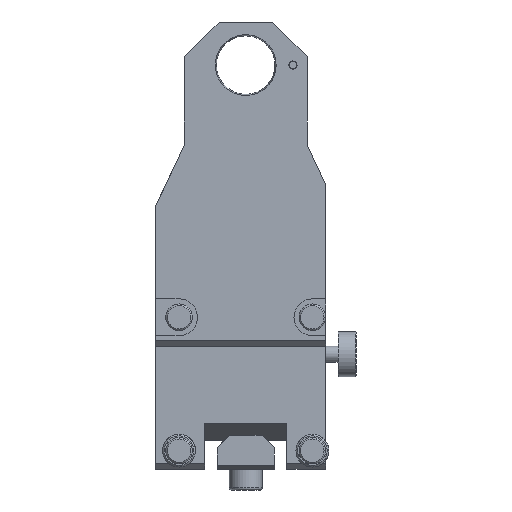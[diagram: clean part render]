
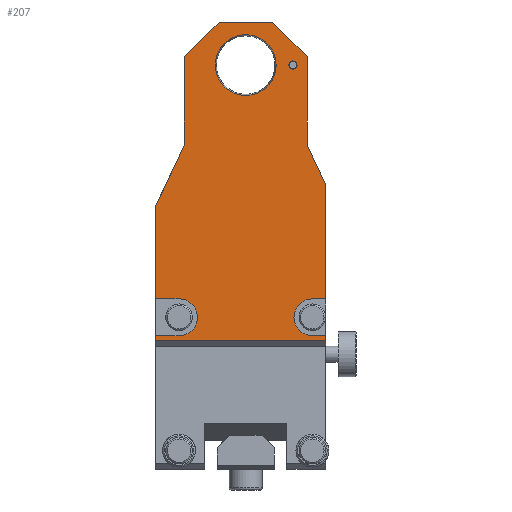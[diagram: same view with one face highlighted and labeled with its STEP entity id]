
A CAD part, left-side view. The second image highlights one B-rep face of the part: STEP entity #207.
In plain terms, the highlighted planar face has unit normal (-1, 0, 0).
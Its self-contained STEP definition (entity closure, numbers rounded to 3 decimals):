
#88=FACE_BOUND('',#475,.T.);
#89=FACE_BOUND('',#476,.T.);
#90=FACE_BOUND('',#477,.T.);
#207=ADVANCED_FACE('',(#88,#89,#90),#329,.T.);
#329=PLANE('',#1983);
#475=EDGE_LOOP('',(#1066));
#476=EDGE_LOOP('',(#1067,#1068,#1069,#1070,#1071,#1072,#1073,#1074,#1075,
#1076,#1077,#1078,#1079,#1080,#1081,#1082,#1083,#1084));
#477=EDGE_LOOP('',(#1085));
#680=LINE('',#2810,#848);
#684=LINE('',#2818,#852);
#695=LINE('',#2841,#863);
#699=LINE('',#2849,#867);
#713=LINE('',#2878,#881);
#714=LINE('',#2879,#882);
#715=LINE('',#2883,#883);
#716=LINE('',#2884,#884);
#717=LINE('',#2886,#885);
#718=LINE('',#2888,#886);
#719=LINE('',#2890,#887);
#720=LINE('',#2892,#888);
#721=LINE('',#2894,#889);
#722=LINE('',#2896,#890);
#723=LINE('',#2897,#891);
#724=LINE('',#2901,#892);
#848=VECTOR('',#2219,1.);
#852=VECTOR('',#2223,1.);
#863=VECTOR('',#2238,1.);
#867=VECTOR('',#2242,1.);
#881=VECTOR('',#2264,1.);
#882=VECTOR('',#2265,1.);
#883=VECTOR('',#2268,1.);
#884=VECTOR('',#2269,1.);
#885=VECTOR('',#2270,1.);
#886=VECTOR('',#2271,1.);
#887=VECTOR('',#2272,1.);
#888=VECTOR('',#2273,1.);
#889=VECTOR('',#2274,1.);
#890=VECTOR('',#2275,1.);
#891=VECTOR('',#2276,1.);
#892=VECTOR('',#2279,1.);
#1066=ORIENTED_EDGE('',*,*,#1723,.F.);
#1067=ORIENTED_EDGE('',*,*,#1688,.F.);
#1068=ORIENTED_EDGE('',*,*,#1724,.T.);
#1069=ORIENTED_EDGE('',*,*,#1708,.T.);
#1070=ORIENTED_EDGE('',*,*,#1725,.T.);
#1071=ORIENTED_EDGE('',*,*,#1726,.T.);
#1072=ORIENTED_EDGE('',*,*,#1727,.T.);
#1073=ORIENTED_EDGE('',*,*,#1704,.T.);
#1074=ORIENTED_EDGE('',*,*,#1728,.F.);
#1075=ORIENTED_EDGE('',*,*,#1729,.F.);
#1076=ORIENTED_EDGE('',*,*,#1730,.T.);
#1077=ORIENTED_EDGE('',*,*,#1731,.T.);
#1078=ORIENTED_EDGE('',*,*,#1732,.T.);
#1079=ORIENTED_EDGE('',*,*,#1733,.F.);
#1080=ORIENTED_EDGE('',*,*,#1734,.F.);
#1081=ORIENTED_EDGE('',*,*,#1692,.F.);
#1082=ORIENTED_EDGE('',*,*,#1735,.F.);
#1083=ORIENTED_EDGE('',*,*,#1736,.F.);
#1084=ORIENTED_EDGE('',*,*,#1737,.F.);
#1085=ORIENTED_EDGE('',*,*,#1738,.T.);
#1507=VERTEX_POINT('',#2809);
#1508=VERTEX_POINT('',#2811);
#1511=VERTEX_POINT('',#2817);
#1512=VERTEX_POINT('',#2819);
#1521=VERTEX_POINT('',#2840);
#1522=VERTEX_POINT('',#2842);
#1525=VERTEX_POINT('',#2848);
#1526=VERTEX_POINT('',#2850);
#1536=VERTEX_POINT('',#2877);
#1537=VERTEX_POINT('',#2880);
#1538=VERTEX_POINT('',#2882);
#1539=VERTEX_POINT('',#2885);
#1540=VERTEX_POINT('',#2887);
#1541=VERTEX_POINT('',#2889);
#1542=VERTEX_POINT('',#2891);
#1543=VERTEX_POINT('',#2893);
#1544=VERTEX_POINT('',#2895);
#1545=VERTEX_POINT('',#2898);
#1546=VERTEX_POINT('',#2900);
#1547=VERTEX_POINT('',#2903);
#1688=EDGE_CURVE('',#1507,#1508,#680,.T.);
#1692=EDGE_CURVE('',#1511,#1512,#684,.T.);
#1704=EDGE_CURVE('',#1522,#1521,#695,.T.);
#1708=EDGE_CURVE('',#1526,#1525,#699,.T.);
#1723=EDGE_CURVE('',#1536,#1536,#1899,.T.);
#1724=EDGE_CURVE('',#1507,#1526,#713,.T.);
#1725=EDGE_CURVE('',#1525,#1537,#714,.T.);
#1726=EDGE_CURVE('',#1537,#1538,#1900,.T.);
#1727=EDGE_CURVE('',#1538,#1522,#715,.T.);
#1728=EDGE_CURVE('',#1539,#1521,#716,.T.);
#1729=EDGE_CURVE('',#1540,#1539,#717,.T.);
#1730=EDGE_CURVE('',#1540,#1541,#718,.T.);
#1731=EDGE_CURVE('',#1541,#1542,#719,.T.);
#1732=EDGE_CURVE('',#1542,#1543,#720,.T.);
#1733=EDGE_CURVE('',#1544,#1543,#721,.T.);
#1734=EDGE_CURVE('',#1512,#1544,#722,.T.);
#1735=EDGE_CURVE('',#1545,#1511,#723,.T.);
#1736=EDGE_CURVE('',#1546,#1545,#1901,.T.);
#1737=EDGE_CURVE('',#1508,#1546,#724,.T.);
#1738=EDGE_CURVE('',#1547,#1547,#1902,.T.);
#1899=CIRCLE('',#1979,2.);
#1900=CIRCLE('',#1980,9.);
#1901=CIRCLE('',#1981,9.);
#1902=CIRCLE('',#1982,14.806);
#1979=AXIS2_PLACEMENT_3D('',#2876,#2262,#2263);
#1980=AXIS2_PLACEMENT_3D('',#2881,#2266,#2267);
#1981=AXIS2_PLACEMENT_3D('',#2899,#2277,#2278);
#1982=AXIS2_PLACEMENT_3D('',#2902,#2280,#2281);
#1983=AXIS2_PLACEMENT_3D('',#2904,#2282,#2283);
#2219=DIRECTION('',(0.,0.,1.));
#2223=DIRECTION('',(0.,0.,1.));
#2238=DIRECTION('',(0.,0.,1.));
#2242=DIRECTION('',(0.,0.,1.));
#2262=DIRECTION('',(-1.,0.,0.));
#2263=DIRECTION('',(0.,0.,1.));
#2264=DIRECTION('',(0.,-1.,0.));
#2265=DIRECTION('',(0.,1.,0.));
#2266=DIRECTION('',(1.,0.,0.));
#2267=DIRECTION('',(0.,0.,1.));
#2268=DIRECTION('',(0.,-1.,0.));
#2269=DIRECTION('',(0.,-0.423,-0.906));
#2270=DIRECTION('',(0.,0.,-1.));
#2271=DIRECTION('',(0.,0.707,0.707));
#2272=DIRECTION('',(0.,1.,0.));
#2273=DIRECTION('',(0.,0.707,-0.707));
#2274=DIRECTION('',(0.,0.,1.));
#2275=DIRECTION('',(0.,-0.423,0.906));
#2276=DIRECTION('',(0.,1.,0.));
#2277=DIRECTION('',(-1.,0.,0.));
#2278=DIRECTION('',(0.,0.,1.));
#2279=DIRECTION('',(0.,-1.,0.));
#2280=DIRECTION('',(1.,0.,0.));
#2281=DIRECTION('',(0.,0.,1.));
#2282=DIRECTION('',(-1.,0.,0.));
#2283=DIRECTION('',(0.,0.,1.));
#2809=CARTESIAN_POINT('',(-60.,44.,-37.498));
#2810=CARTESIAN_POINT('',(-60.,44.,-99.998));
#2811=CARTESIAN_POINT('',(-60.,44.,-34.998));
#2817=CARTESIAN_POINT('',(-60.,44.,-16.998));
#2818=CARTESIAN_POINT('',(-60.,44.,-99.998));
#2819=CARTESIAN_POINT('',(-60.,44.,27.979));
#2840=CARTESIAN_POINT('',(-60.,-39.,38.701));
#2841=CARTESIAN_POINT('',(-60.,-39.,-99.998));
#2842=CARTESIAN_POINT('',(-60.,-39.,-16.998));
#2848=CARTESIAN_POINT('',(-60.,-39.,-34.998));
#2849=CARTESIAN_POINT('',(-60.,-39.,-99.998));
#2850=CARTESIAN_POINT('',(-60.,-39.,-37.498));
#2876=CARTESIAN_POINT('',(-60.,-23.,97.002));
#2877=CARTESIAN_POINT('',(-60.,-23.,99.002));
#2878=CARTESIAN_POINT('',(-60.,-39.,-37.498));
#2879=CARTESIAN_POINT('',(-60.,-39.,-34.998));
#2880=CARTESIAN_POINT('',(-60.,-32.5,-34.998));
#2881=CARTESIAN_POINT('',(-60.,-32.5,-25.998));
#2882=CARTESIAN_POINT('',(-60.,-32.5,-16.998));
#2883=CARTESIAN_POINT('',(-60.,-32.5,-16.998));
#2884=CARTESIAN_POINT('',(-60.,-30.,58.002));
#2885=CARTESIAN_POINT('',(-60.,-30.,58.002));
#2886=CARTESIAN_POINT('',(-60.,-30.,118.002));
#2887=CARTESIAN_POINT('',(-60.,-30.,101.002));
#2888=CARTESIAN_POINT('',(-60.,-114.25,16.752));
#2889=CARTESIAN_POINT('',(-60.,-13.,118.002));
#2890=CARTESIAN_POINT('',(-60.,2.5,118.002));
#2891=CARTESIAN_POINT('',(-60.,13.,118.002));
#2892=CARTESIAN_POINT('',(-60.,116.75,14.252));
#2893=CARTESIAN_POINT('',(-60.,30.,101.002));
#2894=CARTESIAN_POINT('',(-60.,30.,58.002));
#2895=CARTESIAN_POINT('',(-60.,30.,58.002));
#2896=CARTESIAN_POINT('',(-60.,44.,27.979));
#2897=CARTESIAN_POINT('',(-60.,32.5,-16.998));
#2898=CARTESIAN_POINT('',(-60.,32.5,-16.998));
#2899=CARTESIAN_POINT('',(-60.,32.5,-25.998));
#2900=CARTESIAN_POINT('',(-60.,32.5,-34.998));
#2901=CARTESIAN_POINT('',(-60.,44.,-34.998));
#2902=CARTESIAN_POINT('',(-60.,0.,97.002));
#2903=CARTESIAN_POINT('',(-60.,0.,111.807));
#2904=CARTESIAN_POINT('',(-60.,2.5,-99.998));
